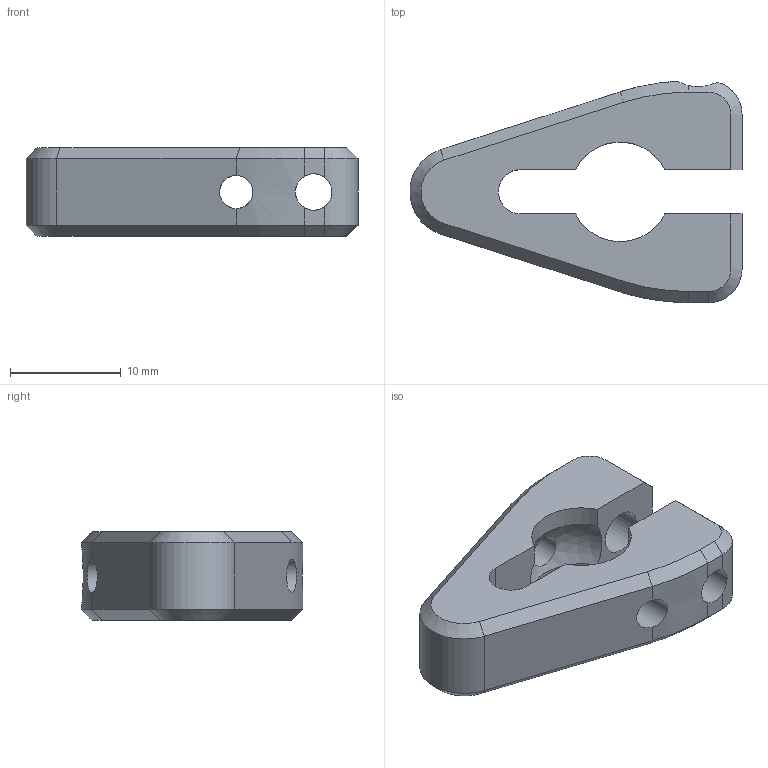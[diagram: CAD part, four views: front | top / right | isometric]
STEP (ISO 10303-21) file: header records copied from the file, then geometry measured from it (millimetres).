
FILE_DESCRIPTION(('STEP AP242'), '1');
FILE_NAME('LN', '', ('UNSPECIFIED'), ('UNSPECIFIED'), 'C3D Converter', 'C3D Toolkit', '');
FILE_SCHEMA(('AP242_MANAGED_MODEL_BASED_3D_ENGINEERING_MIM_LF { 1 0 10303 442 1 1 4 }'));
Length unit declared in the file: millimetre
Bounding box: 29.99 x 19.98 x 8 mm (x, y, z)
Volume: 2132 mm3; surface area: 1807.5 mm2
Topology: 1 solids, 1 shells, 52 faces, 143 edges, 90 vertices
Faces by surface type: plane 25, cylinder 15, cone 10, sphere 2
Full cylindrical faces by diameter (mm): 3 x2, 3.3 x1, 4 x1, 7 x1
Entity records: 2427 total; most frequent: CARTESIAN_POINT 667, ORIENTED_EDGE 276, DIRECTION 268, EDGE_CURVE 138, AXIS2_PLACEMENT_3D 95, VERTEX_POINT 90, LINE 78, VECTOR 78
